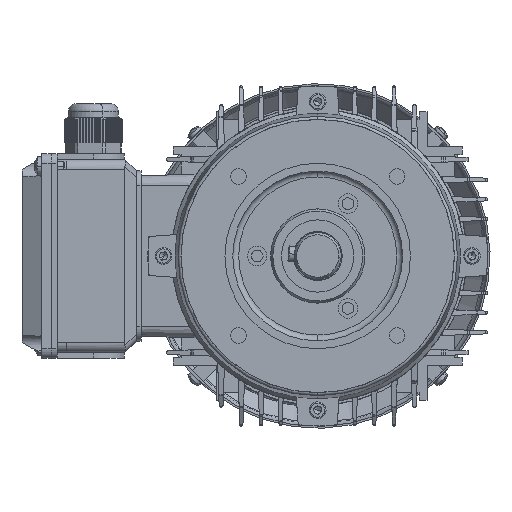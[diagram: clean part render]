
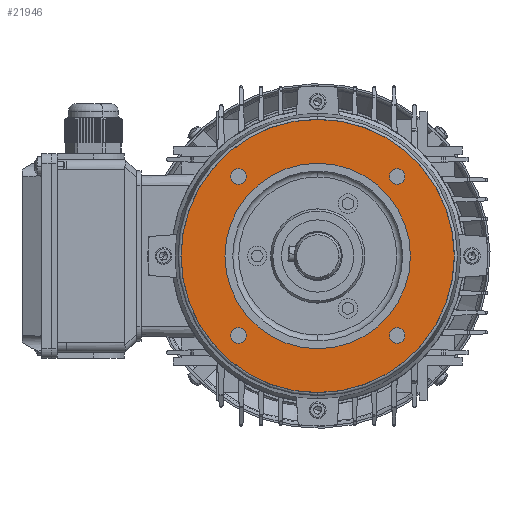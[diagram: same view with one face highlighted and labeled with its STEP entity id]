
A CAD part, left-side view. The second image highlights one B-rep face of the part: STEP entity #21946.
In plain terms, the highlighted planar face has unit normal (-1, 0, 0).
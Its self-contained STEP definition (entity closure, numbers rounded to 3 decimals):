
#1007 = DIRECTION ( 'NONE',  ( 1., 0., 0. ) ) ;
#1391 = DIRECTION ( 'NONE',  ( 0., 0., -1. ) ) ;
#1978 = CARTESIAN_POINT ( 'NONE',  ( 3., 40.659, 40.659 ) ) ;
#2444 = AXIS2_PLACEMENT_3D ( 'NONE', #33694, #22038, #10434 ) ;
#2645 = EDGE_LOOP ( 'NONE', ( #21189, #79846 ) ) ;
#3813 = EDGE_LOOP ( 'NONE', ( #42973, #39370 ) ) ;
#3959 = VERTEX_POINT ( 'NONE', #9256 ) ;
#4909 = EDGE_CURVE ( 'NONE', #104920, #86260, #19497, .T. ) ;
#4967 = CIRCLE ( 'NONE', #6031, 4. ) ;
#6031 = AXIS2_PLACEMENT_3D ( 'NONE', #99880, #88251, #76636 ) ;
#6068 = EDGE_LOOP ( 'NONE', ( #25281, #104883 ) ) ;
#9256 = CARTESIAN_POINT ( 'NONE',  ( 3., 40.659, 44.659 ) ) ;
#10434 = DIRECTION ( 'NONE',  ( 0., 0., -1. ) ) ;
#10747 = CARTESIAN_POINT ( 'NONE',  ( 3., 0., -70. ) ) ;
#11627 = ORIENTED_EDGE ( 'NONE', *, *, #67040, .T. ) ;
#12607 = CARTESIAN_POINT ( 'NONE',  ( 3., -40.659, -40.659 ) ) ;
#12990 = DIRECTION ( 'NONE',  ( 1., 0., 0. ) ) ;
#13734 = EDGE_CURVE ( 'NONE', #99019, #106965, #70188, .T. ) ;
#14506 = CIRCLE ( 'NONE', #99082, 4. ) ;
#18005 = CARTESIAN_POINT ( 'NONE',  ( 3., -40.659, -36.659 ) ) ;
#18114 = VERTEX_POINT ( 'NONE', #18005 ) ;
#18866 = CIRCLE ( 'NONE', #39211, 4. ) ;
#19497 = CIRCLE ( 'NONE', #106271, 47.5 ) ;
#19510 = CARTESIAN_POINT ( 'NONE',  ( 3., 40.659, -40.659 ) ) ;
#20622 = FACE_BOUND ( 'NONE', #35566, .T. ) ;
#20706 = DIRECTION ( 'NONE',  ( 0., 0., 1. ) ) ;
#21189 = ORIENTED_EDGE ( 'NONE', *, *, #95797, .T. ) ;
#21946 = ADVANCED_FACE ( 'NONE', ( #73337, #79182, #85043, #20622, #93862, #99697 ), #36251, .F. ) ;
#22038 = DIRECTION ( 'NONE',  ( 1., 0., 0. ) ) ;
#22501 = CIRCLE ( 'NONE', #110076, 4. ) ;
#22870 = CARTESIAN_POINT ( 'NONE',  ( 3., -40.659, 36.659 ) ) ;
#23566 = VERTEX_POINT ( 'NONE', #78467 ) ;
#23786 = ORIENTED_EDGE ( 'NONE', *, *, #13734, .T. ) ;
#24626 = CARTESIAN_POINT ( 'NONE',  ( 3., 47.5, 0. ) ) ;
#25281 = ORIENTED_EDGE ( 'NONE', *, *, #73302, .T. ) ;
#26202 = VERTEX_POINT ( 'NONE', #10747 ) ;
#30782 = ORIENTED_EDGE ( 'NONE', *, *, #93790, .T. ) ;
#32336 = DIRECTION ( 'NONE',  ( -1., 0., 0. ) ) ;
#33076 = VERTEX_POINT ( 'NONE', #80225 ) ;
#33694 = CARTESIAN_POINT ( 'NONE',  ( 3., -40.659, 40.659 ) ) ;
#34272 = AXIS2_PLACEMENT_3D ( 'NONE', #1978, #57306, #45712 ) ;
#35033 = CARTESIAN_POINT ( 'NONE',  ( 3., 0., 70. ) ) ;
#35566 = EDGE_LOOP ( 'NONE', ( #44199, #11627 ) ) ;
#36251 = PLANE ( 'NONE',  #82102 ) ;
#37260 = VERTEX_POINT ( 'NONE', #107973 ) ;
#37605 = AXIS2_PLACEMENT_3D ( 'NONE', #72568, #60957, #49337 ) ;
#37906 = CIRCLE ( 'NONE', #41449, 4. ) ;
#38374 = CARTESIAN_POINT ( 'NONE',  ( 3., 0., 0. ) ) ;
#39211 = AXIS2_PLACEMENT_3D ( 'NONE', #19510, #86460, #74847 ) ;
#39370 = ORIENTED_EDGE ( 'NONE', *, *, #90418, .F. ) ;
#40917 = VERTEX_POINT ( 'NONE', #100304 ) ;
#41449 = AXIS2_PLACEMENT_3D ( 'NONE', #112444, #100888, #89252 ) ;
#42973 = ORIENTED_EDGE ( 'NONE', *, *, #4909, .F. ) ;
#43959 = CARTESIAN_POINT ( 'NONE',  ( 3., 0., 0. ) ) ;
#44199 = ORIENTED_EDGE ( 'NONE', *, *, #79584, .T. ) ;
#45712 = DIRECTION ( 'NONE',  ( 0., 0., -1. ) ) ;
#46114 = DIRECTION ( 'NONE',  ( 0., 0., 1. ) ) ;
#47650 = AXIS2_PLACEMENT_3D ( 'NONE', #43959, #32336, #20706 ) ;
#48565 = DIRECTION ( 'NONE',  ( 0., 0., -1. ) ) ;
#48846 = CARTESIAN_POINT ( 'NONE',  ( 3., 0., 0. ) ) ;
#49337 = DIRECTION ( 'NONE',  ( 0., 0., -1. ) ) ;
#50449 = EDGE_CURVE ( 'NONE', #80414, #26202, #101915, .T. ) ;
#54024 = CIRCLE ( 'NONE', #2444, 4. ) ;
#54124 = EDGE_LOOP ( 'NONE', ( #23786, #58731 ) ) ;
#57306 = DIRECTION ( 'NONE',  ( 1., 0., 0. ) ) ;
#57567 = EDGE_CURVE ( 'NONE', #106965, #99019, #54024, .T. ) ;
#57725 = DIRECTION ( 'NONE',  ( -1., 0., 0. ) ) ;
#58731 = ORIENTED_EDGE ( 'NONE', *, *, #57567, .T. ) ;
#60196 = DIRECTION ( 'NONE',  ( 1., 0., 0. ) ) ;
#60957 = DIRECTION ( 'NONE',  ( 1., 0., 0. ) ) ;
#65207 = CARTESIAN_POINT ( 'NONE',  ( 3., -40.659, 44.659 ) ) ;
#67040 = EDGE_CURVE ( 'NONE', #3959, #23566, #97019, .T. ) ;
#70188 = CIRCLE ( 'NONE', #37605, 4. ) ;
#71803 = CARTESIAN_POINT ( 'NONE',  ( 3., -40.659, -40.659 ) ) ;
#72568 = CARTESIAN_POINT ( 'NONE',  ( 3., -40.659, 40.659 ) ) ;
#73302 = EDGE_CURVE ( 'NONE', #40917, #37260, #4967, .T. ) ;
#73337 = FACE_BOUND ( 'NONE', #54124, .T. ) ;
#74847 = DIRECTION ( 'NONE',  ( 0., 0., -1. ) ) ;
#76636 = DIRECTION ( 'NONE',  ( 0., 0., -1. ) ) ;
#78467 = CARTESIAN_POINT ( 'NONE',  ( 3., 40.659, 36.659 ) ) ;
#79182 = FACE_BOUND ( 'NONE', #2645, .T. ) ;
#79584 = EDGE_CURVE ( 'NONE', #23566, #3959, #37906, .T. ) ;
#79846 = ORIENTED_EDGE ( 'NONE', *, *, #106949, .T. ) ;
#80225 = CARTESIAN_POINT ( 'NONE',  ( 3., -40.659, -44.659 ) ) ;
#80308 = CARTESIAN_POINT ( 'NONE',  ( 3., 0., -47.5 ) ) ;
#80414 = VERTEX_POINT ( 'NONE', #35033 ) ;
#82074 = DIRECTION ( 'NONE',  ( 0., 0., 1. ) ) ;
#82102 = AXIS2_PLACEMENT_3D ( 'NONE', #24626, #12990, #1391 ) ;
#85043 = FACE_BOUND ( 'NONE', #6068, .T. ) ;
#85692 = DIRECTION ( 'NONE',  ( 0., 0., 1. ) ) ;
#86260 = VERTEX_POINT ( 'NONE', #80308 ) ;
#86460 = DIRECTION ( 'NONE',  ( 1., 0., 0. ) ) ;
#88251 = DIRECTION ( 'NONE',  ( 1., 0., 0. ) ) ;
#89252 = DIRECTION ( 'NONE',  ( 0., 0., -1. ) ) ;
#89298 = CIRCLE ( 'NONE', #102959, 47.5 ) ;
#89587 = EDGE_CURVE ( 'NONE', #37260, #40917, #18866, .T. ) ;
#90418 = EDGE_CURVE ( 'NONE', #86260, #104920, #89298, .T. ) ;
#92308 = AXIS2_PLACEMENT_3D ( 'NONE', #38374, #93743, #82074 ) ;
#93743 = DIRECTION ( 'NONE',  ( -1., 0., 0. ) ) ;
#93790 = EDGE_CURVE ( 'NONE', #26202, #80414, #108716, .T. ) ;
#93862 = FACE_BOUND ( 'NONE', #3813, .T. ) ;
#95797 = EDGE_CURVE ( 'NONE', #33076, #18114, #22501, .T. ) ;
#97019 = CIRCLE ( 'NONE', #34272, 4. ) ;
#97325 = DIRECTION ( 'NONE',  ( -1., 0., 0. ) ) ;
#99019 = VERTEX_POINT ( 'NONE', #22870 ) ;
#99082 = AXIS2_PLACEMENT_3D ( 'NONE', #12607, #1007, #102825 ) ;
#99697 = FACE_OUTER_BOUND ( 'NONE', #107129, .T. ) ;
#99880 = CARTESIAN_POINT ( 'NONE',  ( 3., 40.659, -40.659 ) ) ;
#100304 = CARTESIAN_POINT ( 'NONE',  ( 3., 40.659, -44.659 ) ) ;
#100888 = DIRECTION ( 'NONE',  ( 1., 0., 0. ) ) ;
#101915 = CIRCLE ( 'NONE', #47650, 70. ) ;
#102825 = DIRECTION ( 'NONE',  ( 0., 0., -1. ) ) ;
#102959 = AXIS2_PLACEMENT_3D ( 'NONE', #108884, #97325, #85692 ) ;
#104883 = ORIENTED_EDGE ( 'NONE', *, *, #89587, .T. ) ;
#104920 = VERTEX_POINT ( 'NONE', #106835 ) ;
#106271 = AXIS2_PLACEMENT_3D ( 'NONE', #48846, #57725, #46114 ) ;
#106835 = CARTESIAN_POINT ( 'NONE',  ( 3., 0., 47.5 ) ) ;
#106949 = EDGE_CURVE ( 'NONE', #18114, #33076, #14506, .T. ) ;
#106965 = VERTEX_POINT ( 'NONE', #65207 ) ;
#107129 = EDGE_LOOP ( 'NONE', ( #113307, #30782 ) ) ;
#107973 = CARTESIAN_POINT ( 'NONE',  ( 3., 40.659, -36.659 ) ) ;
#108716 = CIRCLE ( 'NONE', #92308, 70. ) ;
#108884 = CARTESIAN_POINT ( 'NONE',  ( 3., 0., 0. ) ) ;
#110076 = AXIS2_PLACEMENT_3D ( 'NONE', #71803, #60196, #48565 ) ;
#112444 = CARTESIAN_POINT ( 'NONE',  ( 3., 40.659, 40.659 ) ) ;
#113307 = ORIENTED_EDGE ( 'NONE', *, *, #50449, .T. ) ;
